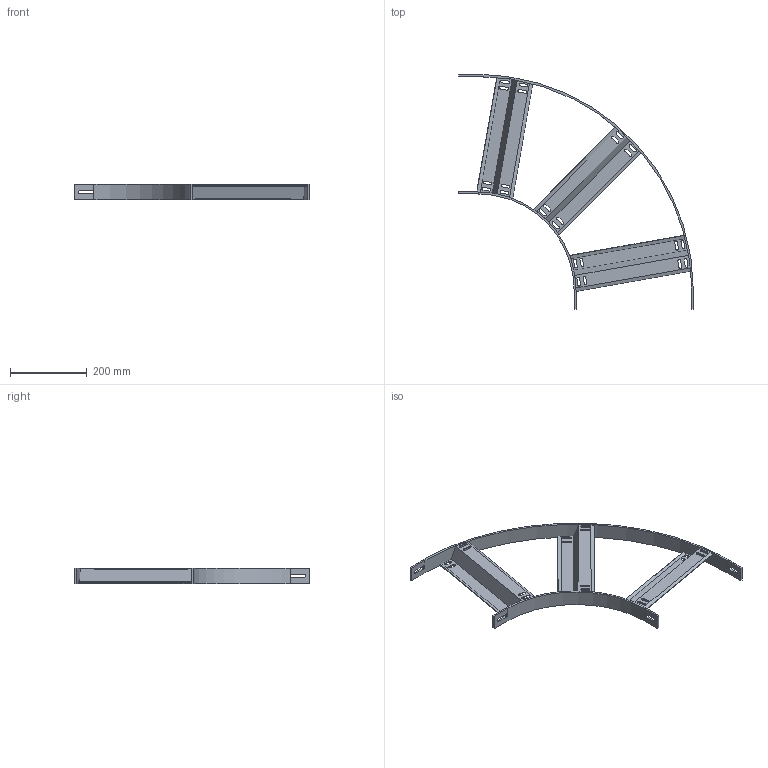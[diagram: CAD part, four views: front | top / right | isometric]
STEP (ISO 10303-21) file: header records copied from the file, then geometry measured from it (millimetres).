
FILE_DESCRIPTION(/* description */ (''),/* implementation_level */ '2;1');
FILE_NAME(/* name */ '7099004',/* time_stamp */ '2014-01-20T11:07:11+01:00',/* author */ (''),/* organization */ (''),/* preprocessor_version */ 'ST-DEVELOPER v15',/* originating_system */ '',/* authorisation */ '');
FILE_SCHEMA (('CONFIG_CONTROL_DESIGN'));
Length unit declared in the file: millimetre
Products named in the file (2): Document; Block 01
Assembly tree (1 placements, depth 2):
  Document
    Block 01
Bounding box: 610 x 610 x 40 mm (x, y, z)
Volume: 498670.6 mm3; surface area: 351410.6 mm2
Topology: 5 solids, 5 shells, 176 faces, 498 edges, 332 vertices
Faces by surface type: bspline 111, plane 65
Entity records: 5875 total; most frequent: CARTESIAN_POINT 2857, ORIENTED_EDGE 996, EDGE_CURVE 498, VERTEX_POINT 332, EDGE_LOOP 232, ADVANCED_FACE 176, FACE_OUTER_BOUND 176, B_SPLINE_CURVE_WITH_KNOTS 165
